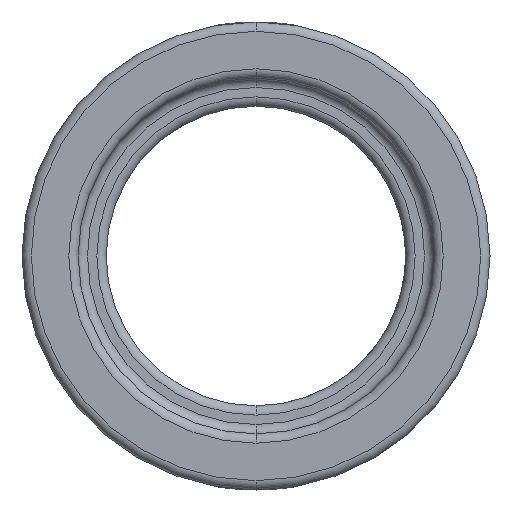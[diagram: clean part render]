
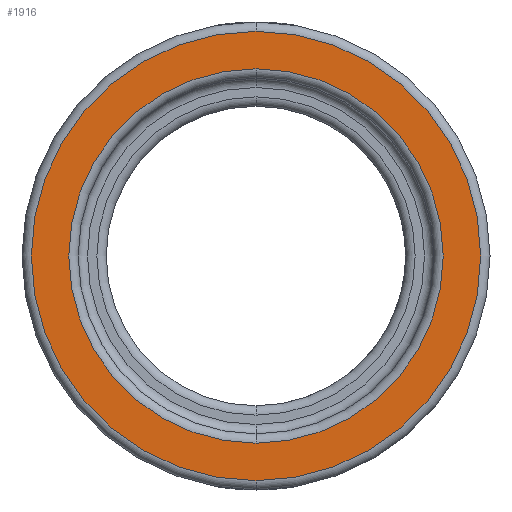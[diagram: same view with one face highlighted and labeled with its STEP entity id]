
A CAD part, front view. The second image highlights one B-rep face of the part: STEP entity #1916.
In plain terms, the highlighted planar face has unit normal (0, -1, 0).
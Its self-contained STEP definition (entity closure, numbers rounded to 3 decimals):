
#247 = EDGE_CURVE ( 'NONE', #1543, #429, #2294, .T. ) ;
#279 = AXIS2_PLACEMENT_3D ( 'NONE', #1090, #1350, #2871 ) ;
#428 = CARTESIAN_POINT ( 'NONE',  ( 0., -68.5, 10. ) ) ;
#429 = VERTEX_POINT ( 'NONE', #428 ) ;
#430 = AXIS2_PLACEMENT_3D ( 'NONE', #638, #917, #1162 ) ;
#450 = EDGE_LOOP ( 'NONE', ( #477, #1750 ) ) ;
#477 = ORIENTED_EDGE ( 'NONE', *, *, #2803, .T. ) ;
#487 = DIRECTION ( 'NONE',  ( 0., 0., 1. ) ) ;
#518 = CIRCLE ( 'NONE', #430, 12. ) ;
#638 = CARTESIAN_POINT ( 'NONE',  ( 0., -68.5, 0. ) ) ;
#662 = CARTESIAN_POINT ( 'NONE',  ( 0., -68.5, 12. ) ) ;
#843 = FACE_OUTER_BOUND ( 'NONE', #450, .T. ) ;
#881 = FACE_BOUND ( 'NONE', #2805, .T. ) ;
#917 = DIRECTION ( 'NONE',  ( 0., -1., 0. ) ) ;
#1006 = CARTESIAN_POINT ( 'NONE',  ( 0., -68.5, 0. ) ) ;
#1090 = CARTESIAN_POINT ( 'NONE',  ( 0., -68.5, 0. ) ) ;
#1107 = EDGE_CURVE ( 'NONE', #1136, #2621, #518, .T. ) ;
#1136 = VERTEX_POINT ( 'NONE', #3149 ) ;
#1162 = DIRECTION ( 'NONE',  ( 0., 0., 1. ) ) ;
#1197 = AXIS2_PLACEMENT_3D ( 'NONE', #1006, #2779, #1276 ) ;
#1241 = CIRCLE ( 'NONE', #279, 10. ) ;
#1276 = DIRECTION ( 'NONE',  ( 0., 0., 1. ) ) ;
#1289 = ORIENTED_EDGE ( 'NONE', *, *, #1703, .T. ) ;
#1291 = CARTESIAN_POINT ( 'NONE',  ( 0., -68.5, 0. ) ) ;
#1312 = CIRCLE ( 'NONE', #1557, 12. ) ;
#1350 = DIRECTION ( 'NONE',  ( 0., 1., 0. ) ) ;
#1532 = DIRECTION ( 'NONE',  ( 0., -1., 0. ) ) ;
#1543 = VERTEX_POINT ( 'NONE', #2315 ) ;
#1557 = AXIS2_PLACEMENT_3D ( 'NONE', #1291, #1532, #487 ) ;
#1609 = DIRECTION ( 'NONE',  ( 0., 1., 0. ) ) ;
#1638 = CARTESIAN_POINT ( 'NONE',  ( 0., -68.5, 0. ) ) ;
#1703 = EDGE_CURVE ( 'NONE', #429, #1543, #1241, .T. ) ;
#1750 = ORIENTED_EDGE ( 'NONE', *, *, #1107, .T. ) ;
#1916 = ADVANCED_FACE ( 'NONE', ( #843, #881 ), #2797, .F. ) ;
#1953 = ORIENTED_EDGE ( 'NONE', *, *, #247, .T. ) ;
#2294 = CIRCLE ( 'NONE', #3221, 10. ) ;
#2315 = CARTESIAN_POINT ( 'NONE',  ( 0., -68.5, -10. ) ) ;
#2621 = VERTEX_POINT ( 'NONE', #662 ) ;
#2779 = DIRECTION ( 'NONE',  ( 0., 1., 0. ) ) ;
#2797 = PLANE ( 'NONE',  #1197 ) ;
#2803 = EDGE_CURVE ( 'NONE', #2621, #1136, #1312, .T. ) ;
#2805 = EDGE_LOOP ( 'NONE', ( #1289, #1953 ) ) ;
#2871 = DIRECTION ( 'NONE',  ( 0., 0., 1. ) ) ;
#3149 = CARTESIAN_POINT ( 'NONE',  ( 0., -68.5, -12. ) ) ;
#3161 = DIRECTION ( 'NONE',  ( 0., 0., 1. ) ) ;
#3221 = AXIS2_PLACEMENT_3D ( 'NONE', #1638, #1609, #3161 ) ;
